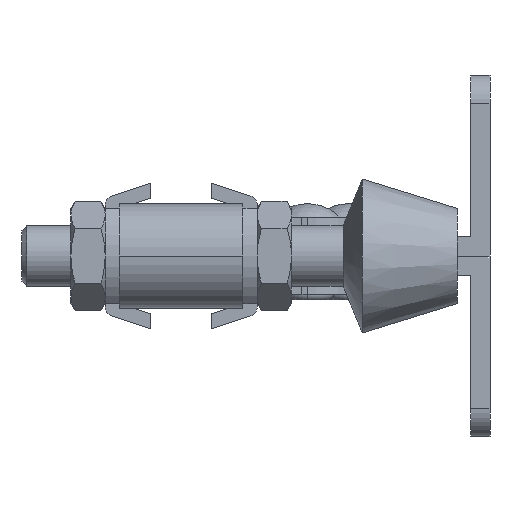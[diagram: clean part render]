
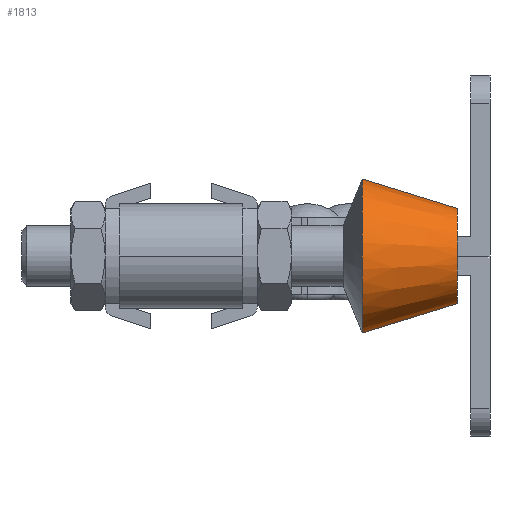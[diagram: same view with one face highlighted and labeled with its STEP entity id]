
A CAD part, left-side view. The second image highlights one B-rep face of the part: STEP entity #1813.
In plain terms, the highlighted conical face has half-angle 17.223 degrees and reference radius 5 mm.
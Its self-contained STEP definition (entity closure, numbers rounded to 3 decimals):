
#147 = LINE ( 'NONE', #4490, #6715 ) ;
#190 = DIRECTION ( 'NONE',  ( 0., 0.955, -0.296 ) ) ;
#665 = EDGE_CURVE ( 'NONE', #5775, #917, #147, .T. ) ;
#790 = VECTOR ( 'NONE', #190, 1000. ) ;
#838 = CARTESIAN_POINT ( 'NONE',  ( -69.547, 3.45, -5. ) ) ;
#917 = VERTEX_POINT ( 'NONE', #2225 ) ;
#1126 = ORIENTED_EDGE ( 'NONE', *, *, #7161, .F. ) ;
#1353 = LINE ( 'NONE', #838, #790 ) ;
#1368 = EDGE_LOOP ( 'NONE', ( #1126, #7667, #2053, #7442 ) ) ;
#1813 = ADVANCED_FACE ( 'NONE', ( #7496 ), #3273, .T. ) ;
#1907 = DIRECTION ( 'NONE',  ( 0., 1., 0. ) ) ;
#1951 = DIRECTION ( 'NONE',  ( 0., 0.955, 0.296 ) ) ;
#2053 = ORIENTED_EDGE ( 'NONE', *, *, #665, .T. ) ;
#2225 = CARTESIAN_POINT ( 'NONE',  ( -69.547, 13.45, 8.1 ) ) ;
#2363 = CARTESIAN_POINT ( 'NONE',  ( -69.547, 3.45, 0. ) ) ;
#2620 = CARTESIAN_POINT ( 'NONE',  ( -69.547, 3.45, -5. ) ) ;
#2988 = DIRECTION ( 'NONE',  ( 0., 0., -1. ) ) ;
#3169 = AXIS2_PLACEMENT_3D ( 'NONE', #3748, #7591, #6945 ) ;
#3273 = CONICAL_SURFACE ( 'NONE', #3570, 5., 0.301 ) ;
#3297 = EDGE_CURVE ( 'NONE', #917, #7836, #5657, .T. ) ;
#3570 = AXIS2_PLACEMENT_3D ( 'NONE', #6991, #1907, #4468 ) ;
#3617 = CIRCLE ( 'NONE', #6866, 5. ) ;
#3748 = CARTESIAN_POINT ( 'NONE',  ( -69.547, 13.45, 0. ) ) ;
#4468 = DIRECTION ( 'NONE',  ( 0., 0., 1. ) ) ;
#4490 = CARTESIAN_POINT ( 'NONE',  ( -69.547, 3.45, 5. ) ) ;
#5657 = CIRCLE ( 'NONE', #3169, 8.1 ) ;
#5775 = VERTEX_POINT ( 'NONE', #7226 ) ;
#6715 = VECTOR ( 'NONE', #1951, 1000. ) ;
#6834 = DIRECTION ( 'NONE',  ( 0., -1., 0. ) ) ;
#6866 = AXIS2_PLACEMENT_3D ( 'NONE', #2363, #6834, #2988 ) ;
#6945 = DIRECTION ( 'NONE',  ( 0., 0., -1. ) ) ;
#6991 = CARTESIAN_POINT ( 'NONE',  ( -69.547, 3.45, 0. ) ) ;
#7161 = EDGE_CURVE ( 'NONE', #8101, #7836, #1353, .T. ) ;
#7226 = CARTESIAN_POINT ( 'NONE',  ( -69.547, 3.45, 5. ) ) ;
#7442 = ORIENTED_EDGE ( 'NONE', *, *, #3297, .T. ) ;
#7489 = EDGE_CURVE ( 'NONE', #5775, #8101, #3617, .T. ) ;
#7496 = FACE_OUTER_BOUND ( 'NONE', #1368, .T. ) ;
#7591 = DIRECTION ( 'NONE',  ( 0., -1., 0. ) ) ;
#7667 = ORIENTED_EDGE ( 'NONE', *, *, #7489, .F. ) ;
#7836 = VERTEX_POINT ( 'NONE', #7909 ) ;
#7909 = CARTESIAN_POINT ( 'NONE',  ( -69.547, 13.45, -8.1 ) ) ;
#8101 = VERTEX_POINT ( 'NONE', #2620 ) ;
